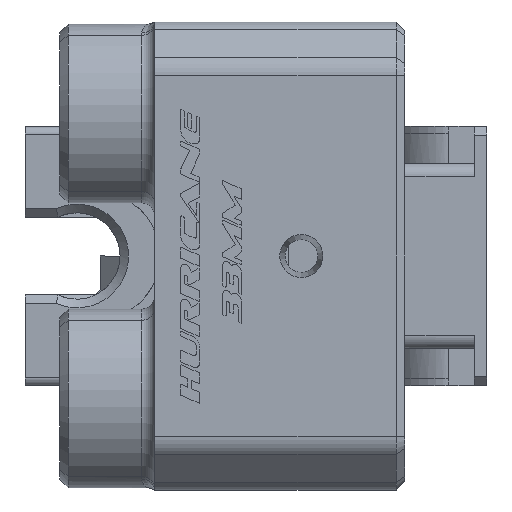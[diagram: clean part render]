
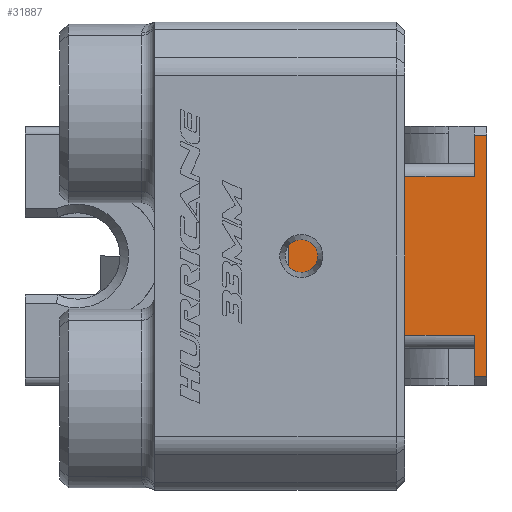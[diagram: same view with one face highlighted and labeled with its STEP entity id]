
A CAD part, left-side view. The second image highlights one B-rep face of the part: STEP entity #31887.
In plain terms, the highlighted planar face has unit normal (-1, 0, 0).
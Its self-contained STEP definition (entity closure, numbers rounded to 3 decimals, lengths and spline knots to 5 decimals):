
#264=B_SPLINE_CURVE_WITH_KNOTS('',3,(#43391,#43392,#43393,#43394),
 .UNSPECIFIED.,.F.,.F.,(4,4),(0.,0.00706),.UNSPECIFIED.);
#265=B_SPLINE_CURVE_WITH_KNOTS('',3,(#43398,#43399,#43400,#43401,#43402),
 .UNSPECIFIED.,.F.,.F.,(4,1,4),(0.,0.00353,0.00706),
 .UNSPECIFIED.);
#1362=ORIENTED_EDGE('',*,*,#10962,.T.);
#1363=ORIENTED_EDGE('',*,*,#11036,.F.);
#1364=ORIENTED_EDGE('',*,*,#11037,.T.);
#1365=ORIENTED_EDGE('',*,*,#11038,.F.);
#1366=ORIENTED_EDGE('',*,*,#11039,.T.);
#1367=ORIENTED_EDGE('',*,*,#11040,.F.);
#1368=ORIENTED_EDGE('',*,*,#10956,.T.);
#1369=ORIENTED_EDGE('',*,*,#11041,.T.);
#1370=ORIENTED_EDGE('',*,*,#10985,.F.);
#1371=ORIENTED_EDGE('',*,*,#10982,.T.);
#1372=ORIENTED_EDGE('',*,*,#11042,.T.);
#1373=ORIENTED_EDGE('',*,*,#11043,.F.);
#1374=ORIENTED_EDGE('',*,*,#11044,.T.);
#1375=ORIENTED_EDGE('',*,*,#11045,.F.);
#1376=ORIENTED_EDGE('',*,*,#11046,.T.);
#1377=ORIENTED_EDGE('',*,*,#11047,.T.);
#1378=ORIENTED_EDGE('',*,*,#11048,.T.);
#1379=ORIENTED_EDGE('',*,*,#10975,.T.);
#1380=ORIENTED_EDGE('',*,*,#10979,.T.);
#1381=ORIENTED_EDGE('',*,*,#11049,.T.);
#10956=EDGE_CURVE('',#15799,#15800,#19017,.T.);
#10962=EDGE_CURVE('',#15806,#15805,#19020,.T.);
#10975=EDGE_CURVE('',#15816,#15815,#19030,.T.);
#10979=EDGE_CURVE('',#15815,#15818,#19034,.T.);
#10982=EDGE_CURVE('',#15821,#15820,#19037,.T.);
#10985=EDGE_CURVE('',#15821,#15822,#19040,.T.);
#11036=EDGE_CURVE('',#15869,#15805,#19064,.T.);
#11037=EDGE_CURVE('',#15869,#15870,#19065,.T.);
#11038=EDGE_CURVE('',#15871,#15870,#19066,.T.);
#11039=EDGE_CURVE('',#15871,#15872,#19067,.T.);
#11040=EDGE_CURVE('',#15799,#15872,#19068,.T.);
#11041=EDGE_CURVE('',#15800,#15822,#19069,.T.);
#11042=EDGE_CURVE('',#15820,#15873,#19070,.T.);
#11043=EDGE_CURVE('',#15874,#15873,#19071,.T.);
#11044=EDGE_CURVE('',#15874,#15875,#264,.T.);
#11045=EDGE_CURVE('',#15876,#15875,#19072,.T.);
#11046=EDGE_CURVE('',#15876,#15877,#265,.T.);
#11047=EDGE_CURVE('',#15877,#15878,#19073,.T.);
#11048=EDGE_CURVE('',#15878,#15816,#19074,.T.);
#11049=EDGE_CURVE('',#15818,#15806,#19075,.T.);
#15799=VERTEX_POINT('',#43207);
#15800=VERTEX_POINT('',#43208);
#15805=VERTEX_POINT('',#43219);
#15806=VERTEX_POINT('',#43221);
#15815=VERTEX_POINT('',#43251);
#15816=VERTEX_POINT('',#43253);
#15818=VERTEX_POINT('',#43259);
#15820=VERTEX_POINT('',#43265);
#15821=VERTEX_POINT('',#43267);
#15822=VERTEX_POINT('',#43271);
#15869=VERTEX_POINT('',#43378);
#15870=VERTEX_POINT('',#43380);
#15871=VERTEX_POINT('',#43382);
#15872=VERTEX_POINT('',#43384);
#15873=VERTEX_POINT('',#43388);
#15874=VERTEX_POINT('',#43390);
#15875=VERTEX_POINT('',#43395);
#15876=VERTEX_POINT('',#43397);
#15877=VERTEX_POINT('',#43403);
#15878=VERTEX_POINT('',#43405);
#19017=LINE('',#43206,#23002);
#19020=LINE('',#43220,#23005);
#19030=LINE('',#43252,#23015);
#19034=LINE('',#43260,#23019);
#19037=LINE('',#43266,#23022);
#19040=LINE('',#43272,#23025);
#19064=LINE('',#43377,#23049);
#19065=LINE('',#43379,#23050);
#19066=LINE('',#43381,#23051);
#19067=LINE('',#43383,#23052);
#19068=LINE('',#43385,#23053);
#19069=LINE('',#43386,#23054);
#19070=LINE('',#43387,#23055);
#19071=LINE('',#43389,#23056);
#19072=LINE('',#43396,#23057);
#19073=LINE('',#43404,#23058);
#19074=LINE('',#43406,#23059);
#19075=LINE('',#43407,#23060);
#23002=VECTOR('',#35477,1.);
#23005=VECTOR('',#35488,1.);
#23015=VECTOR('',#35506,1.);
#23019=VECTOR('',#35512,1.);
#23022=VECTOR('',#35517,1.);
#23025=VECTOR('',#35522,1.);
#23049=VECTOR('',#35600,1.);
#23050=VECTOR('',#35601,1.);
#23051=VECTOR('',#35602,1.);
#23052=VECTOR('',#35603,1.);
#23053=VECTOR('',#35604,1.);
#23054=VECTOR('',#35605,1.);
#23055=VECTOR('',#35606,1.);
#23056=VECTOR('',#35607,1.);
#23057=VECTOR('',#35608,1.);
#23058=VECTOR('',#35609,1.);
#23059=VECTOR('',#35610,1.);
#23060=VECTOR('',#35611,1.);
#26980=EDGE_LOOP('',(#1362,#1363,#1364,#1365,#1366,#1367,#1368,#1369,#1370,
#1371,#1372,#1373,#1374,#1375,#1376,#1377,#1378,#1379,#1380,#1381));
#28777=FACE_BOUND('',#26980,.T.);
#30572=PLANE('',#33623);
#31887=ADVANCED_FACE('',(#28777),#30572,.F.);
#33623=AXIS2_PLACEMENT_3D('',#43376,#35598,#35599);
#35477=DIRECTION('',(0.,1.,0.));
#35488=DIRECTION('',(0.,-1.,0.));
#35506=DIRECTION('',(0.,1.,0.));
#35512=DIRECTION('',(0.,0.,1.));
#35517=DIRECTION('',(0.,-1.,0.));
#35522=DIRECTION('',(0.,0.,-1.));
#35598=DIRECTION('',(1.,0.,0.));
#35599=DIRECTION('',(0.,0.,-1.));
#35600=DIRECTION('',(0.,0.,1.));
#35601=DIRECTION('',(0.,-1.,0.));
#35602=DIRECTION('',(0.,0.,-1.));
#35603=DIRECTION('',(0.,1.,0.));
#35604=DIRECTION('',(0.,0.,1.));
#35605=DIRECTION('',(0.,0.5,0.866));
#35606=DIRECTION('',(0.,0.,1.));
#35607=DIRECTION('',(0.,-1.,0.));
#35608=DIRECTION('',(0.,0.,1.));
#35609=DIRECTION('',(0.,-1.,0.));
#35610=DIRECTION('',(0.,0.,1.));
#35611=DIRECTION('',(0.,-0.5,0.866));
#43206=CARTESIAN_POINT('',(0.0075,0.00402,0.0092));
#43207=CARTESIAN_POINT('',(0.0075,-0.01004,0.0092));
#43208=CARTESIAN_POINT('',(0.0075,0.00315,0.0092));
#43219=CARTESIAN_POINT('',(0.0075,-0.01004,-0.0092));
#43220=CARTESIAN_POINT('',(0.0075,-0.01004,-0.0092));
#43221=CARTESIAN_POINT('',(0.0075,0.00315,-0.0092));
#43251=CARTESIAN_POINT('',(0.0075,0.00488,-0.0142));
#43252=CARTESIAN_POINT('',(0.0075,0.,-0.0142));
#43253=CARTESIAN_POINT('',(0.0075,-0.002,-0.0142));
#43259=CARTESIAN_POINT('',(0.0075,0.00488,-0.0122));
#43260=CARTESIAN_POINT('',(0.0075,0.00488,0.));
#43265=CARTESIAN_POINT('',(0.0075,-0.002,0.0142));
#43266=CARTESIAN_POINT('',(0.0075,0.07535,0.0142));
#43267=CARTESIAN_POINT('',(0.0075,0.00488,0.0142));
#43271=CARTESIAN_POINT('',(0.0075,0.00488,0.0122));
#43272=CARTESIAN_POINT('',(0.0075,0.00488,0.));
#43376=CARTESIAN_POINT('',(0.0075,0.07535,0.));
#43377=CARTESIAN_POINT('',(0.0075,-0.01004,0.03137));
#43378=CARTESIAN_POINT('',(0.0075,-0.01004,-0.014));
#43379=CARTESIAN_POINT('',(0.0075,-0.0115,-0.014));
#43380=CARTESIAN_POINT('',(0.0075,-0.0115,-0.014));
#43381=CARTESIAN_POINT('',(0.0075,-0.0115,0.03));
#43382=CARTESIAN_POINT('',(0.0075,-0.0115,0.014));
#43383=CARTESIAN_POINT('',(0.0075,0.07577,0.014));
#43384=CARTESIAN_POINT('',(0.0075,-0.01004,0.014));
#43385=CARTESIAN_POINT('',(0.0075,-0.01004,0.));
#43386=CARTESIAN_POINT('',(0.0075,0.01722,0.03356));
#43387=CARTESIAN_POINT('',(0.0075,-0.002,0.));
#43388=CARTESIAN_POINT('',(0.0075,-0.002,0.0165));
#43389=CARTESIAN_POINT('',(0.0075,0.07535,0.0165));
#43390=CARTESIAN_POINT('',(0.0075,0.0135,0.0165));
#43391=CARTESIAN_POINT('',(0.0075,0.0135,0.0165));
#43392=CARTESIAN_POINT('',(0.0075,0.0135,0.01411));
#43393=CARTESIAN_POINT('',(0.0075,0.01264,0.01185));
#43394=CARTESIAN_POINT('',(0.0075,0.0115,0.00976));
#43395=CARTESIAN_POINT('',(0.0075,0.0115,0.00976));
#43396=CARTESIAN_POINT('',(0.0075,0.0115,0.));
#43397=CARTESIAN_POINT('',(0.0075,0.0115,-0.00976));
#43398=CARTESIAN_POINT('',(0.0075,0.0115,-0.00976));
#43399=CARTESIAN_POINT('',(0.0075,0.01207,-0.0108));
#43400=CARTESIAN_POINT('',(0.0075,0.01306,-0.01294));
#43401=CARTESIAN_POINT('',(0.0075,0.0135,-0.0153));
#43402=CARTESIAN_POINT('',(0.0075,0.0135,-0.0165));
#43403=CARTESIAN_POINT('',(0.0075,0.0135,-0.0165));
#43404=CARTESIAN_POINT('',(0.0075,0.07535,-0.0165));
#43405=CARTESIAN_POINT('',(0.0075,-0.002,-0.0165));
#43406=CARTESIAN_POINT('',(0.0075,-0.002,0.));
#43407=CARTESIAN_POINT('',(0.0075,0.01722,-0.03356));
